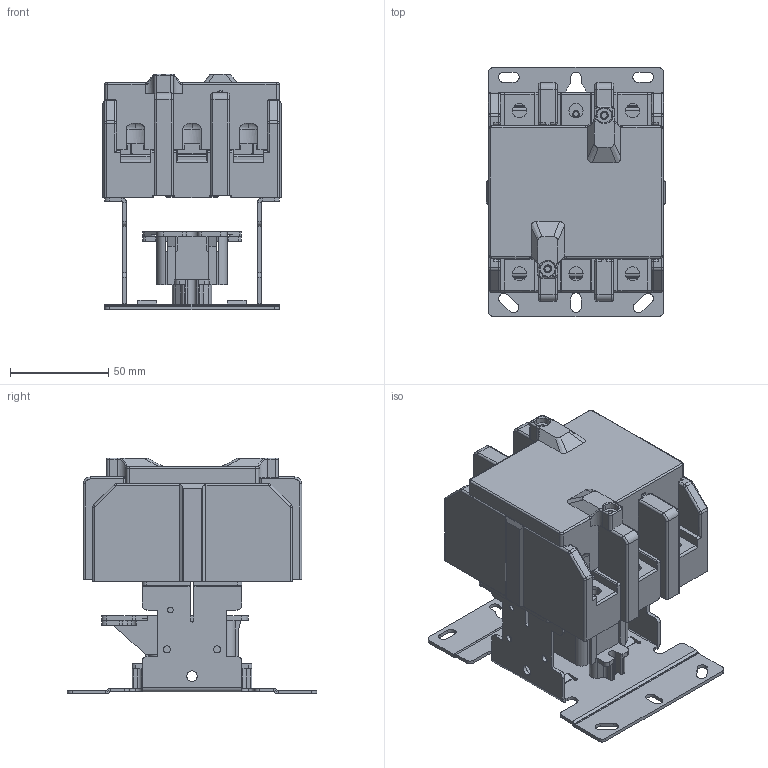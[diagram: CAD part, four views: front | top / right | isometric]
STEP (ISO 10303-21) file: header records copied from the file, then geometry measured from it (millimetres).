
FILE_DESCRIPTION((''),'2;1');
FILE_NAME('HCDP_3P_7590A_ASM','2021-06-11T',('LESTER'),(''),'PRO/ENGINEER BY PARAMETRIC TECHNOLOGY CORPORATION, 2017170','PRO/ENGINEER BY PARAMETRIC TECHNOLOGY CORPORATION, 2017170','');
FILE_SCHEMA(('CONFIG_CONTROL_DESIGN'));
Products named in the file (11): PRODUCT_2735; PRODUCT_51651; PRODUCT_69341; PRODUCT_41142; PRODUCT_81996_ASM; PRODUCT_20050; 90A____-29284_ASM; PRODUCT_68992; 90A____-105999_ASM; ASM0003_ASM; HCDP_3P_7590A_ASM
Assembly tree (10 placements, depth 4):
  HCDP_3P_7590A_ASM
    ASM0003_ASM
      PRODUCT_2735
      PRODUCT_51651
      PRODUCT_81996_ASM
        PRODUCT_69341
        PRODUCT_41142
      90A____-29284_ASM
        PRODUCT_20050
      90A____-105999_ASM
        PRODUCT_68992
Bounding box: 91.5 x 126.7 x 119.9 mm (x, y, z)
Surface area: 180635.2 mm2 (no closed solid volume)
Topology: 0 solids, 6 shells, 2369 faces, 6298 edges, 3943 vertices
Faces by surface type: plane 1129, cylinder 905, torus 161, bspline 94, cone 52, sphere 28
Entity records: 76059 total; most frequent: CARTESIAN_POINT 15971, DIRECTION 12802, ORIENTED_EDGE 12540, EDGE_CURVE 6270, AXIS2_PLACEMENT_3D 4419, VECTOR 3964, LINE 3964, VERTEX_POINT 3943
